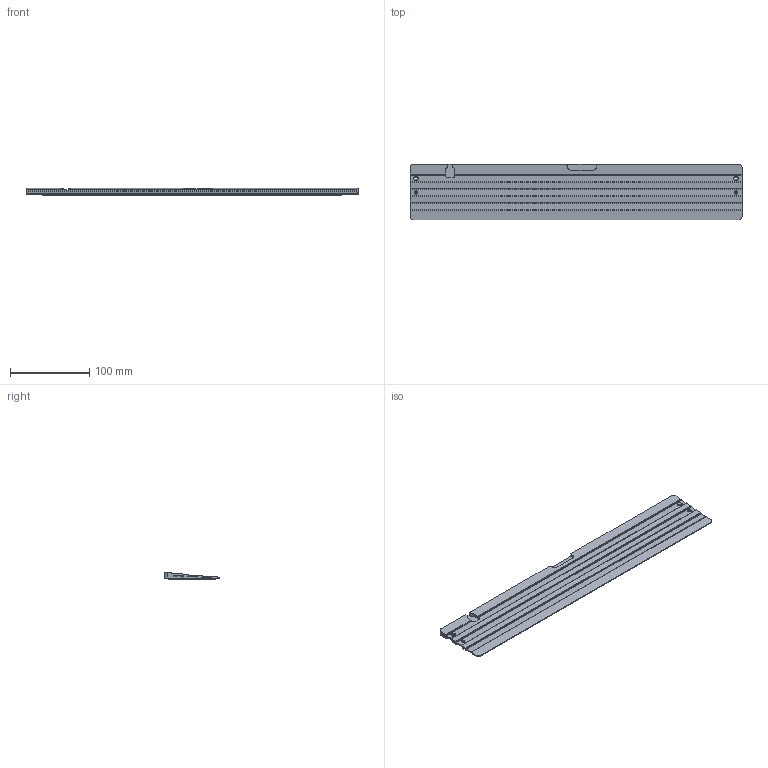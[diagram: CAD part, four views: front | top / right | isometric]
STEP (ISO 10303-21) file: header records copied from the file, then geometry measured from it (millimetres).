
FILE_DESCRIPTION(('HOOPS Exchange Step'),'2;1');
FILE_NAME('temp_export','2021-05-21T13:14:53-06:00',('mobile'),('Shapr3D Limited'),'HOOPS Exchange 2021.1','Shapr3D','Authorized');
FILE_SCHEMA( ('AP203_CONFIGURATION_CONTROLLED_3D_DESIGN_OF_MECHANICAL_PARTS_AND_ASSEMBLIES_MIM_LF') );
Length unit declared in the file: millimetre
Products named in the file (1): 25F1F7E0-7C9E-4F7C-AE0E-A761B1047BBA.tmp
Bounding box: 419.23 x 70.48 x 9.23 mm (x, y, z)
Volume: 159650.6 mm3; surface area: 66178.8 mm2
Topology: 1 solids, 1 shells, 389 faces, 1080 edges, 715 vertices
Faces by surface type: cylinder 146, plane 121, bspline 118, cone 4
Full cylindrical faces by diameter (mm): 2.4 x2, 3.4 x2
Entity records: 20956 total; most frequent: CARTESIAN_POINT 11487, ORIENTED_EDGE 2160, DIRECTION 1676, EDGE_CURVE 1080, VERTEX_POINT 715, AXIS2_PLACEMENT_3D 562, VECTOR 552, LINE 552
